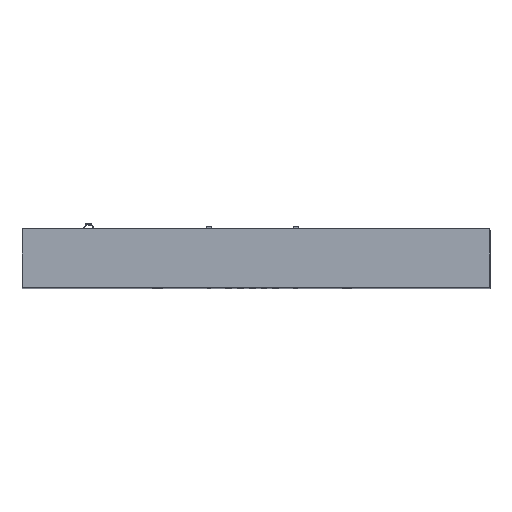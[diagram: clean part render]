
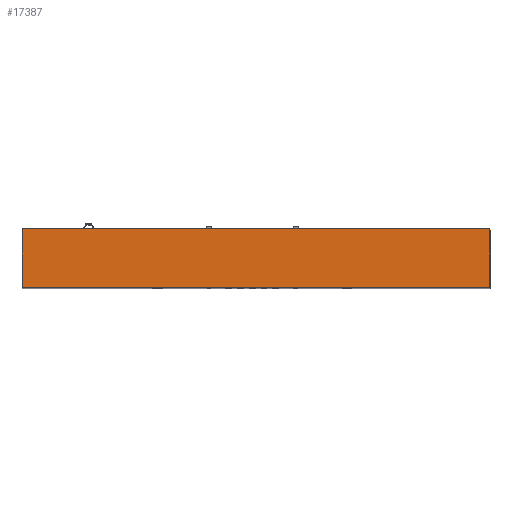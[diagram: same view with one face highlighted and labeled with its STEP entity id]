
A CAD part, top view. The second image highlights one B-rep face of the part: STEP entity #17387.
In plain terms, the highlighted planar face has unit normal (0, 0, 1).
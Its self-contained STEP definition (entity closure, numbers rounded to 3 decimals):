
#2939=FACE_OUTER_BOUND('',#4092,.T.);
#4092=EDGE_LOOP('',(#13471,#13472,#13473,#13474));
#5737=LINE('',#27214,#7069);
#5738=LINE('',#27217,#7070);
#5739=LINE('',#27219,#7071);
#5740=LINE('',#27220,#7072);
#7069=VECTOR('',#22131,10.);
#7070=VECTOR('',#22134,10.);
#7071=VECTOR('',#22135,10.);
#7072=VECTOR('',#22136,10.);
#8615=VERTEX_POINT('',#27210);
#8616=VERTEX_POINT('',#27212);
#8617=VERTEX_POINT('',#27216);
#8618=VERTEX_POINT('',#27218);
#10465=EDGE_CURVE('',#8615,#8616,#5737,.T.);
#10466=EDGE_CURVE('',#8617,#8615,#5738,.T.);
#10467=EDGE_CURVE('',#8618,#8616,#5739,.T.);
#10468=EDGE_CURVE('',#8617,#8618,#5740,.T.);
#13471=ORIENTED_EDGE('',*,*,#10466,.T.);
#13472=ORIENTED_EDGE('',*,*,#10465,.T.);
#13473=ORIENTED_EDGE('',*,*,#10467,.F.);
#13474=ORIENTED_EDGE('',*,*,#10468,.F.);
#16734=PLANE('',#18973);
#17387=ADVANCED_FACE('',(#2939),#16734,.T.);
#18973=AXIS2_PLACEMENT_3D('',#27215,#22132,#22133);
#22131=DIRECTION('',(0.,1.,0.));
#22132=DIRECTION('center_axis',(0.,0.,1.));
#22133=DIRECTION('ref_axis',(1.,0.,0.));
#22134=DIRECTION('',(1.,0.,0.));
#22135=DIRECTION('',(1.,0.,0.));
#22136=DIRECTION('',(0.,1.,0.));
#27210=CARTESIAN_POINT('',(63.5,0.,107.95));
#27212=CARTESIAN_POINT('',(63.5,15.875,107.95));
#27214=CARTESIAN_POINT('',(63.5,0.,107.95));
#27215=CARTESIAN_POINT('Origin',(-63.5,0.,107.95));
#27216=CARTESIAN_POINT('',(-63.5,0.,107.95));
#27217=CARTESIAN_POINT('',(-63.5,0.,107.95));
#27218=CARTESIAN_POINT('',(-63.5,15.875,107.95));
#27219=CARTESIAN_POINT('',(-63.5,15.875,107.95));
#27220=CARTESIAN_POINT('',(-63.5,0.,107.95));
